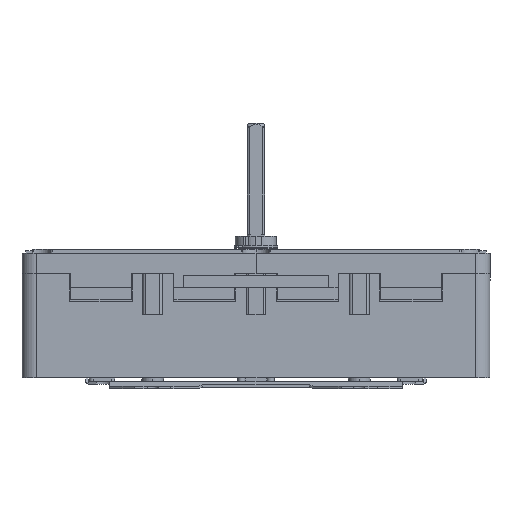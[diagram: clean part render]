
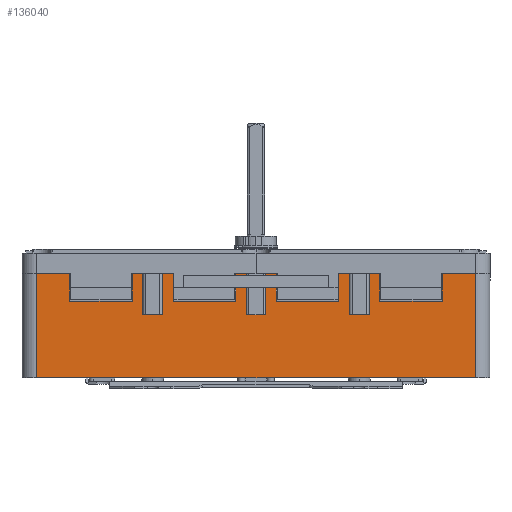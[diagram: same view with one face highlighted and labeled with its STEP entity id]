
A CAD part, left-side view. The second image highlights one B-rep face of the part: STEP entity #136040.
In plain terms, the highlighted planar face has unit normal (-1, 0, 0).
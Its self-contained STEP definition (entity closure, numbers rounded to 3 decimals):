
#50920=CARTESIAN_POINT('',(-783.926,342.069,-23.));
#50930=VERTEX_POINT('',#50920);
#50960=CARTESIAN_POINT('',(-783.926,0.,-23.));
#50970=DIRECTION('',(0.,1.,0.));
#50980=VECTOR('',#50970,1.);
#50990=LINE('',#50960,#50980);
#51000=CARTESIAN_POINT('',(-783.926,393.569,-23.));
#51010=VERTEX_POINT('',#51000);
#51020=EDGE_CURVE('',#50930,#51010,#50990,.T.);
#106500=CARTESIAN_POINT('',(-783.926,0.,0.));
#106510=DIRECTION('',(0.,-1.,0.));
#106520=VECTOR('',#106510,1.);
#106530=LINE('',#106500,#106520);
#106540=CARTESIAN_POINT('',(-783.926,317.319,
0.));
#106550=VERTEX_POINT('',#106540);
#106560=CARTESIAN_POINT('',(-783.926,308.569,
0.));
#106570=VERTEX_POINT('',#106560);
#106580=EDGE_CURVE('',#106550,#106570,#106530,.T.);
#111870=CARTESIAN_POINT('',(-783.926,427.068,-23.));
#111880=VERTEX_POINT('',#111870);
#111910=CARTESIAN_POINT('',(-783.926,0.,-23.));
#111920=DIRECTION('',(0.,1.,0.));
#111930=VECTOR('',#111920,1.);
#111940=LINE('',#111910,#111930);
#111950=CARTESIAN_POINT('',(-783.926,478.568,-23.));
#111960=VERTEX_POINT('',#111950);
#111970=EDGE_CURVE('',#111880,#111960,#111940,.T.);
#115560=CARTESIAN_POINT('',(-783.926,590.818,-86.));
#115570=VERTEX_POINT('',#115560);
#115620=CARTESIAN_POINT('',(-783.926,0.,-86.));
#115630=DIRECTION('',(0.,1.,0.));
#115640=VECTOR('',#115630,1.);
#115650=LINE('',#115620,#115640);
#115660=CARTESIAN_POINT('',(-783.926,229.82,-86.));
#115670=VERTEX_POINT('',#115660);
#115680=EDGE_CURVE('',#115670,#115570,#115650,.T.);
#118850=CARTESIAN_POINT('',(-783.926,503.318,
0.));
#118860=VERTEX_POINT('',#118850);
#118890=CARTESIAN_POINT('',(-783.926,512.068,
0.));
#118900=VERTEX_POINT('',#118890);
#118910=EDGE_CURVE('',#118900,#118860,#106530,.T.);
#120370=CARTESIAN_POINT('',(-783.926,402.318,
0.));
#120380=VERTEX_POINT('',#120370);
#120410=CARTESIAN_POINT('',(-783.926,402.318,0.));
#120420=DIRECTION('',(0.,0.,-1.));
#120430=VECTOR('',#120420,1.);
#120440=LINE('',#120410,#120430);
#120450=CARTESIAN_POINT('',(-783.926,402.318,-34.));
#120460=VERTEX_POINT('',#120450);
#120470=EDGE_CURVE('',#120380,#120460,#120440,.T.);
#121890=CARTESIAN_POINT('',(-783.926,418.318,-34.));
#121900=VERTEX_POINT('',#121890);
#121930=CARTESIAN_POINT('',(-783.926,418.318,0.));
#121940=DIRECTION('',(0.,0.,1.));
#121950=VECTOR('',#121940,1.);
#121960=LINE('',#121930,#121950);
#121970=CARTESIAN_POINT('',(-783.926,418.318,
0.));
#121980=VERTEX_POINT('',#121970);
#121990=EDGE_CURVE('',#121900,#121980,#121960,.T.);
#122170=CARTESIAN_POINT('',(-783.926,311.858,-34.));
#122180=DIRECTION('',(0.,1.,0.));
#122190=VECTOR('',#122180,1.);
#122200=LINE('',#122170,#122190);
#122210=EDGE_CURVE('',#120460,#121900,#122200,.T.);
#122400=CARTESIAN_POINT('',(-783.926,487.318,
0.));
#122410=VERTEX_POINT('',#122400);
#122440=CARTESIAN_POINT('',(-783.926,487.318,0.));
#122450=DIRECTION('',(0.,0.,-1.));
#122460=VECTOR('',#122450,1.);
#122470=LINE('',#122440,#122460);
#122480=CARTESIAN_POINT('',(-783.926,487.318,-34.));
#122490=VERTEX_POINT('',#122480);
#122500=EDGE_CURVE('',#122410,#122490,#122470,.T.);
#123900=CARTESIAN_POINT('',(-783.926,503.318,-34.));
#123910=VERTEX_POINT('',#123900);
#123940=CARTESIAN_POINT('',(-783.926,503.318,0.));
#123950=DIRECTION('',(0.,0.,1.));
#123960=VECTOR('',#123950,1.);
#123970=LINE('',#123940,#123960);
#123980=EDGE_CURVE('',#123910,#118860,#123970,.T.);
#129230=CARTESIAN_POINT('',(-783.926,257.069,
0.));
#129240=VERTEX_POINT('',#129230);
#129270=CARTESIAN_POINT('',(-783.926,257.069,0.));
#129280=DIRECTION('',(0.,0.,-1.));
#129290=VECTOR('',#129280,1.);
#129300=LINE('',#129270,#129290);
#129310=CARTESIAN_POINT('',(-783.926,257.069,-23.));
#129320=VERTEX_POINT('',#129310);
#129330=EDGE_CURVE('',#129240,#129320,#129300,.T.);
#134600=EDGE_CURVE('',#122490,#123910,#122200,.T.);
#134670=CARTESIAN_POINT('',(-783.926,402.318,0.));
#134680=DIRECTION('',(-1.,0.,0.));
#134690=DIRECTION('',(0.,1.,0.));
#134700=AXIS2_PLACEMENT_3D('',#134670,#134680,#134690);
#134710=PLANE('',#134700);
#134720=ORIENTED_EDGE('',*,*,#115680,.F.);
#134730=CARTESIAN_POINT('',(-783.926,590.818,0.));
#134740=DIRECTION('',(0.,0.,-1.));
#134750=VECTOR('',#134740,1.);
#134760=LINE('',#134730,#134750);
#134770=CARTESIAN_POINT('',(-783.926,590.818,
0.));
#134780=VERTEX_POINT('',#134770);
#134790=EDGE_CURVE('',#134780,#115570,#134760,.T.);
#134800=ORIENTED_EDGE('',*,*,#134790,.T.);
#134810=CARTESIAN_POINT('',(-783.926,563.568,
0.));
#134820=VERTEX_POINT('',#134810);
#134830=EDGE_CURVE('',#134780,#134820,#106530,.T.);
#134840=ORIENTED_EDGE('',*,*,#134830,.F.);
#134850=CARTESIAN_POINT('',(-783.926,563.568,0.));
#134860=DIRECTION('',(0.,0.,1.));
#134870=VECTOR('',#134860,1.);
#134880=LINE('',#134850,#134870);
#134890=CARTESIAN_POINT('',(-783.926,563.568,-23.));
#134900=VERTEX_POINT('',#134890);
#134910=EDGE_CURVE('',#134900,#134820,#134880,.T.);
#134920=ORIENTED_EDGE('',*,*,#134910,.T.);
#134930=CARTESIAN_POINT('',(-783.926,0.,-23.));
#134940=DIRECTION('',(0.,1.,0.));
#134950=VECTOR('',#134940,1.);
#134960=LINE('',#134930,#134950);
#134970=CARTESIAN_POINT('',(-783.926,512.068,-23.));
#134980=VERTEX_POINT('',#134970);
#134990=EDGE_CURVE('',#134980,#134900,#134960,.T.);
#135000=ORIENTED_EDGE('',*,*,#134990,.T.);
#135010=CARTESIAN_POINT('',(-783.926,512.068,0.));
#135020=DIRECTION('',(0.,0.,-1.));
#135030=VECTOR('',#135020,1.);
#135040=LINE('',#135010,#135030);
#135050=EDGE_CURVE('',#118900,#134980,#135040,.T.);
#135060=ORIENTED_EDGE('',*,*,#135050,.T.);
#135070=ORIENTED_EDGE('',*,*,#118910,.F.);
#135080=ORIENTED_EDGE('',*,*,#123980,.T.);
#135090=ORIENTED_EDGE('',*,*,#134600,.T.);
#135100=ORIENTED_EDGE('',*,*,#122500,.T.);
#135110=CARTESIAN_POINT('',(-783.926,478.568,
0.));
#135120=VERTEX_POINT('',#135110);
#135130=EDGE_CURVE('',#122410,#135120,#106530,.T.);
#135140=ORIENTED_EDGE('',*,*,#135130,.F.);
#135150=CARTESIAN_POINT('',(-783.926,478.568,0.));
#135160=DIRECTION('',(0.,0.,1.));
#135170=VECTOR('',#135160,1.);
#135180=LINE('',#135150,#135170);
#135190=EDGE_CURVE('',#111960,#135120,#135180,.T.);
#135200=ORIENTED_EDGE('',*,*,#135190,.T.);
#135210=ORIENTED_EDGE('',*,*,#111970,.T.);
#135220=CARTESIAN_POINT('',(-783.926,427.068,0.));
#135230=DIRECTION('',(0.,0.,-1.));
#135240=VECTOR('',#135230,1.);
#135250=LINE('',#135220,#135240);
#135260=CARTESIAN_POINT('',(-783.926,427.068,
0.));
#135270=VERTEX_POINT('',#135260);
#135280=EDGE_CURVE('',#135270,#111880,#135250,.T.);
#135290=ORIENTED_EDGE('',*,*,#135280,.T.);
#135300=EDGE_CURVE('',#135270,#121980,#106530,.T.);
#135310=ORIENTED_EDGE('',*,*,#135300,.F.);
#135320=ORIENTED_EDGE('',*,*,#121990,.T.);
#135330=ORIENTED_EDGE('',*,*,#122210,.T.);
#135340=ORIENTED_EDGE('',*,*,#120470,.T.);
#135350=CARTESIAN_POINT('',(-783.926,393.569,
0.));
#135360=VERTEX_POINT('',#135350);
#135370=EDGE_CURVE('',#120380,#135360,#106530,.T.);
#135380=ORIENTED_EDGE('',*,*,#135370,.F.);
#135390=CARTESIAN_POINT('',(-783.926,393.569,0.));
#135400=DIRECTION('',(0.,0.,1.));
#135410=VECTOR('',#135400,1.);
#135420=LINE('',#135390,#135410);
#135430=EDGE_CURVE('',#51010,#135360,#135420,.T.);
#135440=ORIENTED_EDGE('',*,*,#135430,.T.);
#135450=ORIENTED_EDGE('',*,*,#51020,.T.);
#135460=CARTESIAN_POINT('',(-783.926,342.069,0.));
#135470=DIRECTION('',(0.,0.,-1.));
#135480=VECTOR('',#135470,1.);
#135490=LINE('',#135460,#135480);
#135500=CARTESIAN_POINT('',(-783.926,342.069,
0.));
#135510=VERTEX_POINT('',#135500);
#135520=EDGE_CURVE('',#135510,#50930,#135490,.T.);
#135530=ORIENTED_EDGE('',*,*,#135520,.T.);
#135540=CARTESIAN_POINT('',(-783.926,333.319,
0.));
#135550=VERTEX_POINT('',#135540);
#135560=EDGE_CURVE('',#135510,#135550,#106530,.T.);
#135570=ORIENTED_EDGE('',*,*,#135560,.F.);
#135580=CARTESIAN_POINT('',(-783.926,333.319,0.));
#135590=DIRECTION('',(0.,0.,1.));
#135600=VECTOR('',#135590,1.);
#135610=LINE('',#135580,#135600);
#135620=CARTESIAN_POINT('',(-783.926,333.319,-34.));
#135630=VERTEX_POINT('',#135620);
#135640=EDGE_CURVE('',#135630,#135550,#135610,.T.);
#135650=ORIENTED_EDGE('',*,*,#135640,.T.);
#135660=CARTESIAN_POINT('',(-783.926,317.319,-34.));
#135670=VERTEX_POINT('',#135660);
#135680=EDGE_CURVE('',#135670,#135630,#122200,.T.);
#135690=ORIENTED_EDGE('',*,*,#135680,.T.);
#135700=CARTESIAN_POINT('',(-783.926,317.319,0.));
#135710=DIRECTION('',(0.,0.,1.));
#135720=VECTOR('',#135710,1.);
#135730=LINE('',#135700,#135720);
#135740=EDGE_CURVE('',#135670,#106550,#135730,.T.);
#135750=ORIENTED_EDGE('',*,*,#135740,.F.);
#135760=ORIENTED_EDGE('',*,*,#106580,.F.);
#135770=CARTESIAN_POINT('',(-783.926,308.569,0.));
#135780=DIRECTION('',(0.,0.,1.));
#135790=VECTOR('',#135780,1.);
#135800=LINE('',#135770,#135790);
#135810=CARTESIAN_POINT('',(-783.926,308.569,-23.));
#135820=VERTEX_POINT('',#135810);
#135830=EDGE_CURVE('',#135820,#106570,#135800,.T.);
#135840=ORIENTED_EDGE('',*,*,#135830,.T.);
#135850=CARTESIAN_POINT('',(-783.926,0.,-23.));
#135860=DIRECTION('',(0.,1.,0.));
#135870=VECTOR('',#135860,1.);
#135880=LINE('',#135850,#135870);
#135890=EDGE_CURVE('',#129320,#135820,#135880,.T.);
#135900=ORIENTED_EDGE('',*,*,#135890,.T.);
#135910=ORIENTED_EDGE('',*,*,#129330,.T.);
#135920=CARTESIAN_POINT('',(-783.926,229.82,
0.));
#135930=VERTEX_POINT('',#135920);
#135940=EDGE_CURVE('',#129240,#135930,#106530,.T.);
#135950=ORIENTED_EDGE('',*,*,#135940,.F.);
#135960=CARTESIAN_POINT('',(-783.926,229.82,0.));
#135970=DIRECTION('',(0.,0.,-1.));
#135980=VECTOR('',#135970,1.);
#135990=LINE('',#135960,#135980);
#136000=EDGE_CURVE('',#135930,#115670,#135990,.T.);
#136010=ORIENTED_EDGE('',*,*,#136000,.F.);
#136020=EDGE_LOOP('',(#136010,#135950,#135910,#135900,#135840,#135760,
#135750,#135690,#135650,#135570,#135530,#135450,#135440,#135380,#135340,
#135330,#135320,#135310,#135290,#135210,#135200,#135140,#135100,#135090,
#135080,#135070,#135060,#135000,#134920,#134840,#134800,#134720));
#136030=FACE_OUTER_BOUND('',#136020,.T.);
#136040=ADVANCED_FACE('',(#136030),#134710,.T.);
